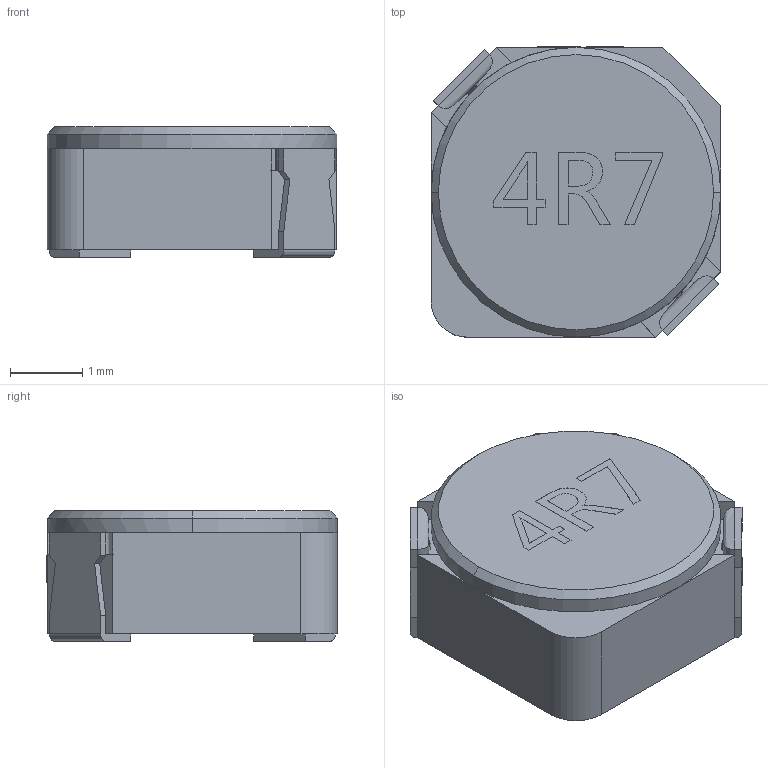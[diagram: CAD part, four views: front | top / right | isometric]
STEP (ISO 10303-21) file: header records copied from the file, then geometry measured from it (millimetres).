
FILE_DESCRIPTION (( 'STEP AP214' ), '1' );
FILE_NAME ('IND-SMD_L4.2-W4.2-H1.8_CDRH3DXX.step', '2022-07-09T00:16:55', ( '' ), ( '' ), 'SwSTEP 2.0', 'SolidWorks 2020', '' );
FILE_SCHEMA (( 'AUTOMOTIVE_DESIGN' ));
Length unit declared in the file: millimetre
Products named in the file (1): IND-SMD_L4.2-W4.2-H1.8_CDRH3DXX
Bounding box: 4 x 4.01 x 1.8 mm (x, y, z)
Volume: 24 mm3; surface area: 74 mm2
Topology: 3 solids, 3 shells, 416 faces, 1099 edges, 702 vertices
Faces by surface type: plane 263, bspline 140, cylinder 9, cone 4
Entity records: 18467 total; most frequent: CARTESIAN_POINT 5118, ORIENTED_EDGE 2158, DIRECTION 1397, EDGE_CURVE 1079, VECTOR 787, LINE 787, VERTEX_POINT 702, EDGE_LOOP 449
